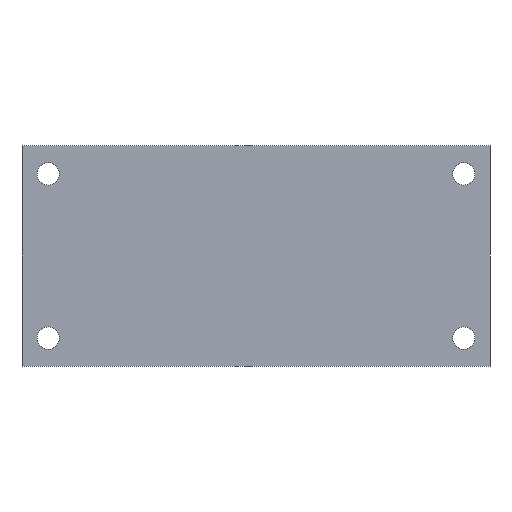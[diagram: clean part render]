
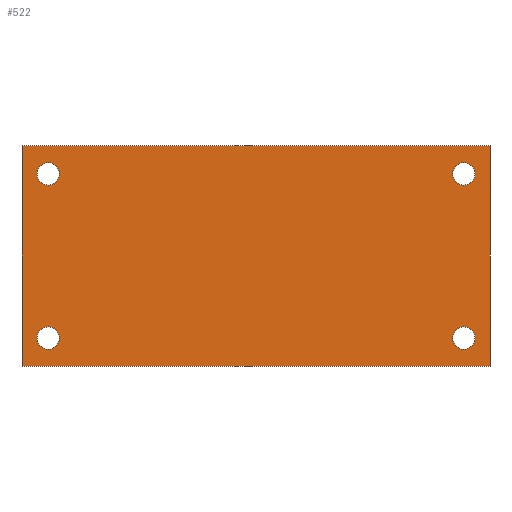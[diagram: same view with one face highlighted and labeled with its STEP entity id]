
A CAD part, front view. The second image highlights one B-rep face of the part: STEP entity #522.
In plain terms, the highlighted planar face has unit normal (0, -1, 0).
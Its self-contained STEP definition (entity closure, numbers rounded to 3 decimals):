
#9 = CARTESIAN_POINT ( 'NONE',  ( -29.75, 0., 11.75 ) ) ;
#17 = DIRECTION ( 'NONE',  ( 0., 1., 0. ) ) ;
#31 = CARTESIAN_POINT ( 'NONE',  ( -33.5, 0., 15.75 ) ) ;
#36 = ORIENTED_EDGE ( 'NONE', *, *, #214, .F. ) ;
#54 = CARTESIAN_POINT ( 'NONE',  ( -33.5, 0., -15.75 ) ) ;
#56 = VERTEX_POINT ( 'NONE', #425 ) ;
#77 = VERTEX_POINT ( 'NONE', #54 ) ;
#79 = ORIENTED_EDGE ( 'NONE', *, *, #525, .T. ) ;
#81 = VERTEX_POINT ( 'NONE', #256 ) ;
#96 = DIRECTION ( 'NONE',  ( 0., 0., 1. ) ) ;
#99 = ORIENTED_EDGE ( 'NONE', *, *, #172, .T. ) ;
#106 = ORIENTED_EDGE ( 'NONE', *, *, #1177, .T. ) ;
#110 = FACE_BOUND ( 'NONE', #235, .T. ) ;
#112 = EDGE_CURVE ( 'NONE', #485, #798, #706, .T. ) ;
#114 = DIRECTION ( 'NONE',  ( 0., 1., 0. ) ) ;
#123 = CARTESIAN_POINT ( 'NONE',  ( 29.75, 0., 11.75 ) ) ;
#131 = ORIENTED_EDGE ( 'NONE', *, *, #1100, .T. ) ;
#136 = VERTEX_POINT ( 'NONE', #434 ) ;
#138 = CARTESIAN_POINT ( 'NONE',  ( -29.75, 0., 13.35 ) ) ;
#146 = DIRECTION ( 'NONE',  ( 0., 1., 0. ) ) ;
#172 = EDGE_CURVE ( 'NONE', #81, #722, #1126, .T. ) ;
#179 = DIRECTION ( 'NONE',  ( 0., 0., 1. ) ) ;
#181 = FACE_OUTER_BOUND ( 'NONE', #607, .T. ) ;
#189 = CIRCLE ( 'NONE', #830, 1.6 ) ;
#194 = ORIENTED_EDGE ( 'NONE', *, *, #484, .F. ) ;
#197 = FACE_BOUND ( 'NONE', #794, .T. ) ;
#201 = CARTESIAN_POINT ( 'NONE',  ( 0., 0., 0. ) ) ;
#205 = LINE ( 'NONE', #274, #983 ) ;
#211 = CARTESIAN_POINT ( 'NONE',  ( 29.75, 0., 11.75 ) ) ;
#214 = EDGE_CURVE ( 'NONE', #798, #77, #205, .T. ) ;
#235 = EDGE_LOOP ( 'NONE', ( #99, #131 ) ) ;
#240 = CARTESIAN_POINT ( 'NONE',  ( 33.5, 0., -15.75 ) ) ;
#256 = CARTESIAN_POINT ( 'NONE',  ( -29.75, 0., -13.35 ) ) ;
#266 = LINE ( 'NONE', #31, #801 ) ;
#274 = CARTESIAN_POINT ( 'NONE',  ( -33.5, 0., -15.75 ) ) ;
#309 = CARTESIAN_POINT ( 'NONE',  ( 33.5, 0., 15.75 ) ) ;
#317 = VECTOR ( 'NONE', #1152, 1000. ) ;
#379 = DIRECTION ( 'NONE',  ( 0., 0., 1. ) ) ;
#386 = DIRECTION ( 'NONE',  ( 0., -1., 0. ) ) ;
#395 = EDGE_CURVE ( 'NONE', #77, #56, #632, .T. ) ;
#405 = VERTEX_POINT ( 'NONE', #1025 ) ;
#417 = VECTOR ( 'NONE', #96, 1000. ) ;
#418 = AXIS2_PLACEMENT_3D ( 'NONE', #618, #146, #895 ) ;
#420 = ORIENTED_EDGE ( 'NONE', *, *, #395, .F. ) ;
#424 = AXIS2_PLACEMENT_3D ( 'NONE', #9, #1128, #1034 ) ;
#425 = CARTESIAN_POINT ( 'NONE',  ( -33.5, 0., 15.75 ) ) ;
#434 = CARTESIAN_POINT ( 'NONE',  ( 29.75, 0., 13.35 ) ) ;
#445 = DIRECTION ( 'NONE',  ( 0., 1., 0. ) ) ;
#449 = CARTESIAN_POINT ( 'NONE',  ( 29.75, 0., -11.75 ) ) ;
#460 = CARTESIAN_POINT ( 'NONE',  ( -29.75, 0., -11.75 ) ) ;
#469 = CARTESIAN_POINT ( 'NONE',  ( -29.75, 0., 10.15 ) ) ;
#477 = CARTESIAN_POINT ( 'NONE',  ( 29.75, 0., 10.15 ) ) ;
#484 = EDGE_CURVE ( 'NONE', #56, #485, #266, .T. ) ;
#485 = VERTEX_POINT ( 'NONE', #309 ) ;
#492 = CIRCLE ( 'NONE', #597, 1.6 ) ;
#501 = DIRECTION ( 'NONE',  ( 1., 0., 0. ) ) ;
#511 = CIRCLE ( 'NONE', #1178, 1.6 ) ;
#521 = VERTEX_POINT ( 'NONE', #477 ) ;
#522 = ADVANCED_FACE ( 'NONE', ( #893, #110, #181, #788, #197 ), #671, .T. ) ;
#525 = EDGE_CURVE ( 'NONE', #1015, #667, #991, .T. ) ;
#538 = CIRCLE ( 'NONE', #754, 1.6 ) ;
#559 = ORIENTED_EDGE ( 'NONE', *, *, #920, .T. ) ;
#576 = EDGE_CURVE ( 'NONE', #667, #1015, #711, .T. ) ;
#597 = AXIS2_PLACEMENT_3D ( 'NONE', #211, #114, #1039 ) ;
#607 = EDGE_LOOP ( 'NONE', ( #958, #194, #420, #36 ) ) ;
#618 = CARTESIAN_POINT ( 'NONE',  ( 29.75, 0., -11.75 ) ) ;
#632 = LINE ( 'NONE', #766, #417 ) ;
#648 = DIRECTION ( 'NONE',  ( 0., 0., 1. ) ) ;
#650 = CARTESIAN_POINT ( 'NONE',  ( -29.75, 0., -11.75 ) ) ;
#657 = DIRECTION ( 'NONE',  ( 0., 0., 1. ) ) ;
#660 = DIRECTION ( 'NONE',  ( -1., 0., 0. ) ) ;
#667 = VERTEX_POINT ( 'NONE', #138 ) ;
#668 = VERTEX_POINT ( 'NONE', #1149 ) ;
#671 = PLANE ( 'NONE',  #831 ) ;
#685 = DIRECTION ( 'NONE',  ( 0., 1., 0. ) ) ;
#686 = CARTESIAN_POINT ( 'NONE',  ( -29.75, 0., 11.75 ) ) ;
#706 = LINE ( 'NONE', #977, #317 ) ;
#711 = CIRCLE ( 'NONE', #424, 1.6 ) ;
#722 = VERTEX_POINT ( 'NONE', #1071 ) ;
#735 = DIRECTION ( 'NONE',  ( 0., 1., 0. ) ) ;
#751 = ORIENTED_EDGE ( 'NONE', *, *, #576, .T. ) ;
#754 = AXIS2_PLACEMENT_3D ( 'NONE', #449, #445, #648 ) ;
#766 = CARTESIAN_POINT ( 'NONE',  ( -33.5, 0., 15.75 ) ) ;
#769 = DIRECTION ( 'NONE',  ( 0., 0., 1. ) ) ;
#781 = EDGE_CURVE ( 'NONE', #405, #668, #941, .T. ) ;
#788 = FACE_BOUND ( 'NONE', #1000, .T. ) ;
#794 = EDGE_LOOP ( 'NONE', ( #559, #1087 ) ) ;
#798 = VERTEX_POINT ( 'NONE', #240 ) ;
#801 = VECTOR ( 'NONE', #501, 1000. ) ;
#830 = AXIS2_PLACEMENT_3D ( 'NONE', #460, #1191, #657 ) ;
#831 = AXIS2_PLACEMENT_3D ( 'NONE', #201, #386, #868 ) ;
#868 = DIRECTION ( 'NONE',  ( 0., 0., -1. ) ) ;
#893 = FACE_BOUND ( 'NONE', #1019, .T. ) ;
#895 = DIRECTION ( 'NONE',  ( 0., 0., 1. ) ) ;
#920 = EDGE_CURVE ( 'NONE', #668, #405, #538, .T. ) ;
#938 = AXIS2_PLACEMENT_3D ( 'NONE', #686, #17, #769 ) ;
#941 = CIRCLE ( 'NONE', #418, 1.6 ) ;
#958 = ORIENTED_EDGE ( 'NONE', *, *, #112, .F. ) ;
#977 = CARTESIAN_POINT ( 'NONE',  ( 33.5, 0., 15.75 ) ) ;
#983 = VECTOR ( 'NONE', #660, 1000. ) ;
#991 = CIRCLE ( 'NONE', #938, 1.6 ) ;
#1000 = EDGE_LOOP ( 'NONE', ( #79, #751 ) ) ;
#1015 = VERTEX_POINT ( 'NONE', #469 ) ;
#1019 = EDGE_LOOP ( 'NONE', ( #1118, #106 ) ) ;
#1025 = CARTESIAN_POINT ( 'NONE',  ( 29.75, 0., -10.15 ) ) ;
#1034 = DIRECTION ( 'NONE',  ( 0., 0., 1. ) ) ;
#1039 = DIRECTION ( 'NONE',  ( 0., 0., 1. ) ) ;
#1070 = AXIS2_PLACEMENT_3D ( 'NONE', #650, #735, #179 ) ;
#1071 = CARTESIAN_POINT ( 'NONE',  ( -29.75, 0., -10.15 ) ) ;
#1087 = ORIENTED_EDGE ( 'NONE', *, *, #781, .T. ) ;
#1100 = EDGE_CURVE ( 'NONE', #722, #81, #189, .T. ) ;
#1118 = ORIENTED_EDGE ( 'NONE', *, *, #1121, .T. ) ;
#1121 = EDGE_CURVE ( 'NONE', #521, #136, #511, .T. ) ;
#1126 = CIRCLE ( 'NONE', #1070, 1.6 ) ;
#1128 = DIRECTION ( 'NONE',  ( 0., 1., 0. ) ) ;
#1149 = CARTESIAN_POINT ( 'NONE',  ( 29.75, 0., -13.35 ) ) ;
#1152 = DIRECTION ( 'NONE',  ( 0., 0., -1. ) ) ;
#1177 = EDGE_CURVE ( 'NONE', #136, #521, #492, .T. ) ;
#1178 = AXIS2_PLACEMENT_3D ( 'NONE', #123, #685, #379 ) ;
#1191 = DIRECTION ( 'NONE',  ( 0., 1., 0. ) ) ;
